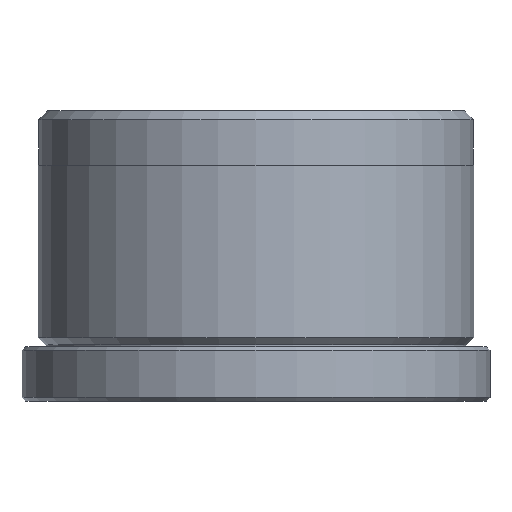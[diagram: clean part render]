
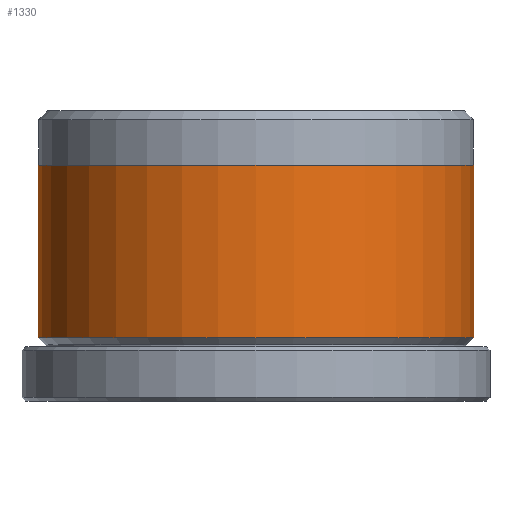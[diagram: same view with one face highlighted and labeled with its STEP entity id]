
A CAD part, front view. The second image highlights one B-rep face of the part: STEP entity #1330.
In plain terms, the highlighted cylindrical face has radius 12 mm (diameter 24 mm), a partial arc.
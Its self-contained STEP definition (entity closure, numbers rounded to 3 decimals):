
#54 = VERTEX_POINT ( 'NONE', #754 ) ;
#96 = EDGE_LOOP ( 'NONE', ( #1500, #2187, #2101, #1845 ) ) ;
#159 = DIRECTION ( 'NONE',  ( 0., 0., -1. ) ) ;
#439 = VECTOR ( 'NONE', #2220, 1000. ) ;
#450 = CARTESIAN_POINT ( 'NONE',  ( 0., 0., 16. ) ) ;
#466 = EDGE_CURVE ( 'NONE', #845, #1345, #1220, .T. ) ;
#480 = CARTESIAN_POINT ( 'NONE',  ( 0., 0., 13. ) ) ;
#668 = DIRECTION ( 'NONE',  ( -1., 0., 0. ) ) ;
#754 = CARTESIAN_POINT ( 'NONE',  ( -12., 0., 3.5 ) ) ;
#775 = FACE_OUTER_BOUND ( 'NONE', #96, .T. ) ;
#845 = VERTEX_POINT ( 'NONE', #2130 ) ;
#907 = CARTESIAN_POINT ( 'NONE',  ( 0., 0., 3.5 ) ) ;
#982 = CIRCLE ( 'NONE', #1792, 12. ) ;
#988 = EDGE_CURVE ( 'NONE', #1345, #54, #982, .T. ) ;
#1040 = VERTEX_POINT ( 'NONE', #1846 ) ;
#1082 = EDGE_CURVE ( 'NONE', #1040, #54, #2280, .T. ) ;
#1090 = DIRECTION ( 'NONE',  ( -1., 0., 0. ) ) ;
#1113 = CARTESIAN_POINT ( 'NONE',  ( -12., 0., 16. ) ) ;
#1167 = VECTOR ( 'NONE', #159, 1000. ) ;
#1188 = AXIS2_PLACEMENT_3D ( 'NONE', #480, #1775, #668 ) ;
#1220 = LINE ( 'NONE', #1232, #1167 ) ;
#1232 = CARTESIAN_POINT ( 'NONE',  ( 12., 0., 16. ) ) ;
#1330 = ADVANCED_FACE ( 'NONE', ( #775 ), #1701, .T. ) ;
#1345 = VERTEX_POINT ( 'NONE', #2107 ) ;
#1366 = DIRECTION ( 'NONE',  ( -1., 0., 0. ) ) ;
#1371 = CIRCLE ( 'NONE', #1188, 12. ) ;
#1500 = ORIENTED_EDGE ( 'NONE', *, *, #466, .F. ) ;
#1701 = CYLINDRICAL_SURFACE ( 'NONE', #2246, 12. ) ;
#1775 = DIRECTION ( 'NONE',  ( 0., 0., -1. ) ) ;
#1792 = AXIS2_PLACEMENT_3D ( 'NONE', #907, #2197, #1090 ) ;
#1832 = EDGE_CURVE ( 'NONE', #845, #1040, #1371, .T. ) ;
#1845 = ORIENTED_EDGE ( 'NONE', *, *, #988, .F. ) ;
#1846 = CARTESIAN_POINT ( 'NONE',  ( -12., 0., 13. ) ) ;
#2101 = ORIENTED_EDGE ( 'NONE', *, *, #1082, .T. ) ;
#2107 = CARTESIAN_POINT ( 'NONE',  ( 12., 0., 3.5 ) ) ;
#2130 = CARTESIAN_POINT ( 'NONE',  ( 12., 0., 13. ) ) ;
#2187 = ORIENTED_EDGE ( 'NONE', *, *, #1832, .T. ) ;
#2197 = DIRECTION ( 'NONE',  ( 0., 0., -1. ) ) ;
#2220 = DIRECTION ( 'NONE',  ( 0., 0., -1. ) ) ;
#2246 = AXIS2_PLACEMENT_3D ( 'NONE', #450, #2286, #1366 ) ;
#2280 = LINE ( 'NONE', #1113, #439 ) ;
#2286 = DIRECTION ( 'NONE',  ( 0., 0., -1. ) ) ;
